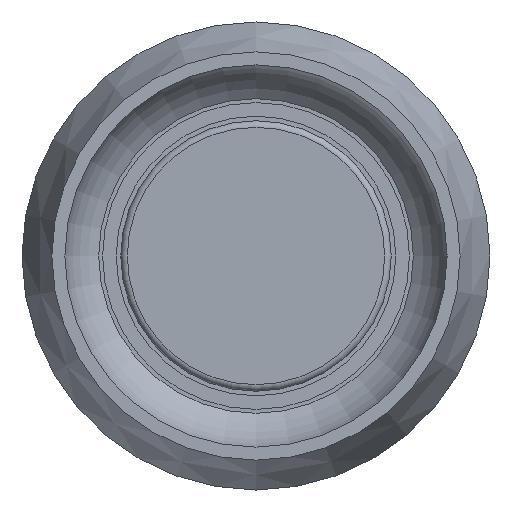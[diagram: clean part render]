
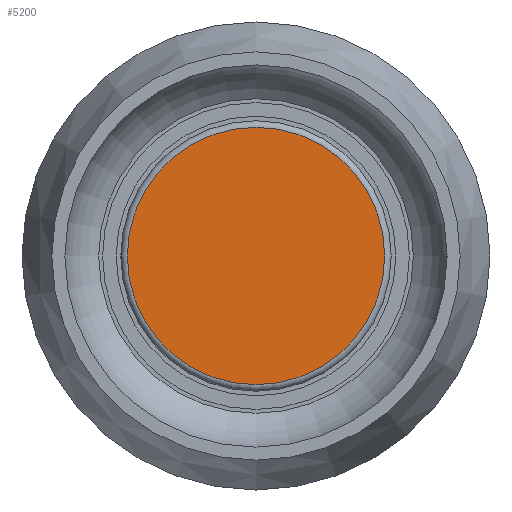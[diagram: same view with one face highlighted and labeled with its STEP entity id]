
A CAD part, left-side view. The second image highlights one B-rep face of the part: STEP entity #5200.
In plain terms, the highlighted planar face has unit normal (-1, 0, 0).
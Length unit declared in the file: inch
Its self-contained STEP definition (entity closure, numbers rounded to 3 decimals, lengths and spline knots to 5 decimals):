
#5180=CARTESIAN_POINT('',(-0.14567,0.0,-0.19488));
#5181=VERTEX_POINT('',#5180);
#5182=CARTESIAN_POINT('',(-0.14567,0.0,0.0));
#5183=DIRECTION('',(1.0,0.0,0.0));
#5184=DIRECTION('',(0.0,0.0,1.0));
#5185=AXIS2_PLACEMENT_3D('',#5182,#5183,#5184);
#5186=CIRCLE('',#5185,0.19488);
#5187=EDGE_CURVE('',#5181,#5181,#5186,.T.);
#5192=CARTESIAN_POINT('',(-0.14567,0.21437,-0.21437));
#5193=DIRECTION('',(1.0,0.0,0.0));
#5194=DIRECTION('',(0.0,0.0,-1.0));
#5195=AXIS2_PLACEMENT_3D('',#5192,#5193,#5194);
#5196=PLANE('',#5195);
#5197=ORIENTED_EDGE('',*,*,#5187,.F.);
#5198=EDGE_LOOP('',(#5197));
#5199=FACE_OUTER_BOUND('',#5198,.T.);
#5200=ADVANCED_FACE('',(#5199),#5196,.F.);
